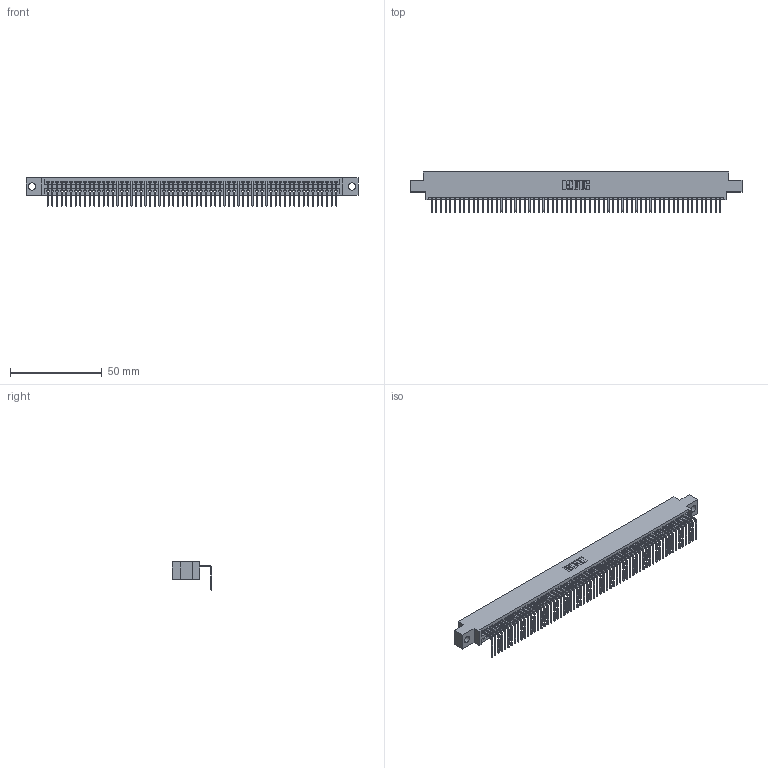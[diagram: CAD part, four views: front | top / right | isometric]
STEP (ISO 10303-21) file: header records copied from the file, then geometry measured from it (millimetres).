
FILE_DESCRIPTION (( 'STEP AP203' ), '1' );
FILE_NAME ('345-063-558-604.STEP', '2021-06-10T15:05:35', ( '' ), ( '' ), 'SwSTEP 2.0', 'SolidWorks 2020', '' );
FILE_SCHEMA (( 'CONFIG_CONTROL_DESIGN' ));
Length unit declared in the file: inch
Products named in the file (3): 345 Part_0.170 Offset - 0.156 Dia-TI; 345-292-001_558 Tail - 2; 345-063-558-604
Assembly tree (64 placements, depth 2):
  345-063-558-604
    345 Part_0.170 Offset - 0.156 Dia-TI
    345-292-001_558 Tail - 2  x63
Bounding box: 181.23 x 21.83 x 15.37 mm (x, y, z)
Volume: 17375.9 mm3; surface area: 24578.8 mm2
Topology: 64 solids, 64 shells, 3924 faces, 11855 edges, 7818 vertices
Faces by surface type: plane 2744, cylinder 1180
Entity records: 45223 total; most frequent: CARTESIAN_POINT 7843, ORIENTED_EDGE 7838, DIRECTION 6817, EDGE_CURVE 3919, VECTOR 3535, LINE 3535, VERTEX_POINT 2610, AXIS2_PLACEMENT_3D 1641
